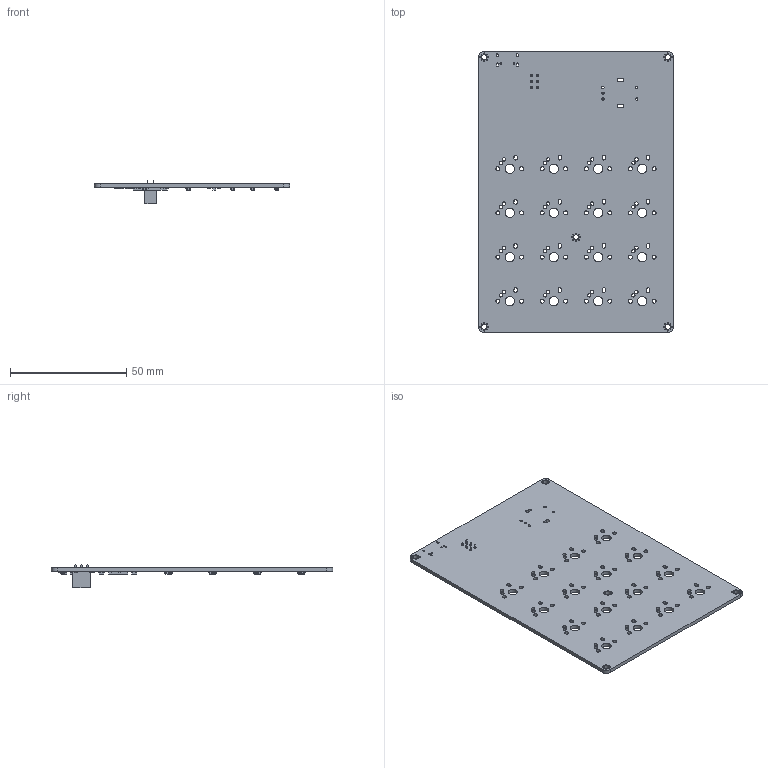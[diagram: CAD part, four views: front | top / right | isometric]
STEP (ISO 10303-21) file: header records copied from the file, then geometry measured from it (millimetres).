
FILE_DESCRIPTION(('KiCad electronic assembly'),'2;1');
FILE_NAME('deco-pad-v1.step','2020-07-15T21:13:10',('An Author'),( 'A Company'),'Open CASCADE STEP processor 6.9', 'KiCad to STEP converter','Unknown');
FILE_SCHEMA(('AUTOMOTIVE_DESIGN { 1 0 10303 214 1 1 1 1 }'));
Length unit declared in the file: millimetre
Products named in the file (16): Open CASCADE STEP translator 6.9 1; PinSocket_2x03_P2.54mm_Vertical; SOLID; R_0805_2012Metric; D_SOD-123; C_0805_2012Metric; Crystal_SMD_3225-4Pin_3.2x2.5mm; QFN-44-1EP_7x7mm_P0.5mm_EP5.2x5.2mm; LED_0805_2012Metric; COMPOUND
Assembly tree (52 placements, depth 3):
  Open CASCADE STEP translator 6.9 1
    PinSocket_2x03_P2.54mm_Vertical
      SOLID
    R_0805_2012Metric  x11
      SOLID
    D_SOD-123  x18
      SOLID
    C_0805_2012Metric  x11
      SOLID
    Crystal_SMD_3225-4Pin_3.2x2.5mm
      SOLID
    QFN-44-1EP_7x7mm_P0.5mm_EP5.2x5.2mm
      SOLID
    LED_0805_2012Metric
      SOLID
    COMPOUND
Bounding box: 84 x 121 x 10.1 mm (x, y, z)
Volume: 16032.4 mm3; surface area: 22504.6 mm2
Topology: 45 solids, 45 shells, 2588 faces, 6581 edges, 4146 vertices
Faces by surface type: plane 1517, cylinder 603, bspline 468
Full cylindrical faces by diameter (mm): 0.4 x41, 0.65 x2, 1 x11, 1.47 x32, 1.75 x32, 2.2 x5, 3.988 x16
Entity records: 67730 total; most frequent: CARTESIAN_POINT 10677, DIRECTION 9810, LINE 6377, VECTOR 6377, ORIENTED_EDGE 5058, PCURVE 5058, DEFINITIONAL_REPRESENTATION 5058, EDGE_CURVE 2529
